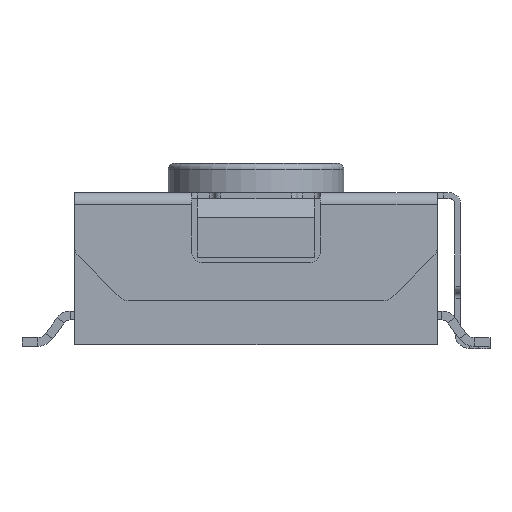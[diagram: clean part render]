
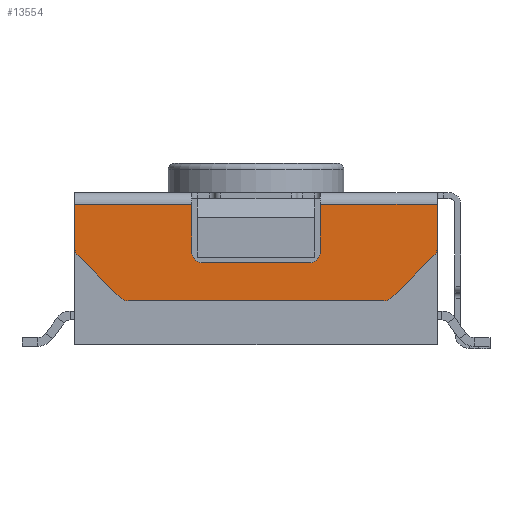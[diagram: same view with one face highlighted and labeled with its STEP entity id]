
A CAD part, front view. The second image highlights one B-rep face of the part: STEP entity #13554.
In plain terms, the highlighted planar face has unit normal (0, -1, 0).
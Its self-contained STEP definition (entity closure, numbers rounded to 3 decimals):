
#23 = EDGE_CURVE ( 'NONE', #3601, #21257, #14402, .T. ) ;
#126 = DIRECTION ( 'NONE',  ( -1., 0., 0. ) ) ;
#443 = ORIENTED_EDGE ( 'NONE', *, *, #15713, .T. ) ;
#526 = ORIENTED_EDGE ( 'NONE', *, *, #9034, .T. ) ;
#579 = CIRCLE ( 'NONE', #13162, 0.2 ) ;
#826 = CARTESIAN_POINT ( 'NONE',  ( 0.9, -3.25, 1.6 ) ) ;
#907 = CIRCLE ( 'NONE', #19514, 0.2 ) ;
#917 = DIRECTION ( 'NONE',  ( 0., 0., -1. ) ) ;
#1345 = VERTEX_POINT ( 'NONE', #19619 ) ;
#1693 = EDGE_CURVE ( 'NONE', #7297, #8664, #16054, .T. ) ;
#1759 = CARTESIAN_POINT ( 'NONE',  ( -3.041, -3.25, 1.526 ) ) ;
#1837 = CARTESIAN_POINT ( 'NONE',  ( 3.041, -3.25, 1.526 ) ) ;
#1844 = EDGE_CURVE ( 'NONE', #9908, #7297, #16992, .T. ) ;
#1935 = VERTEX_POINT ( 'NONE', #3775 ) ;
#2006 = DIRECTION ( 'NONE',  ( 0., 0., -1. ) ) ;
#2404 = VERTEX_POINT ( 'NONE', #21395 ) ;
#2452 = CARTESIAN_POINT ( 'NONE',  ( 2.324, -3.25, 0.809 ) ) ;
#2498 = VERTEX_POINT ( 'NONE', #13301 ) ;
#2523 = DIRECTION ( 'NONE',  ( 0., -1., 0. ) ) ;
#2880 = CARTESIAN_POINT ( 'NONE',  ( -3.1, -3.25, 2.6 ) ) ;
#3248 = LINE ( 'NONE', #13366, #14401 ) ;
#3350 = LINE ( 'NONE', #8299, #19679 ) ;
#3565 = DIRECTION ( 'NONE',  ( 0.707, 0., -0.707 ) ) ;
#3601 = VERTEX_POINT ( 'NONE', #13156 ) ;
#3664 = VERTEX_POINT ( 'NONE', #16605 ) ;
#3733 = VECTOR ( 'NONE', #14843, 1000. ) ;
#3775 = CARTESIAN_POINT ( 'NONE',  ( 0.9, -3.25, 1.4 ) ) ;
#3906 = ORIENTED_EDGE ( 'NONE', *, *, #13718, .T. ) ;
#3909 = CARTESIAN_POINT ( 'NONE',  ( -2.183, -3.25, 0.75 ) ) ;
#4061 = DIRECTION ( 'NONE',  ( 0.707, 0., 0.707 ) ) ;
#4377 = CIRCLE ( 'NONE', #18627, 0.2 ) ;
#4800 = ORIENTED_EDGE ( 'NONE', *, *, #9457, .F. ) ;
#4809 = ORIENTED_EDGE ( 'NONE', *, *, #21279, .T. ) ;
#4828 = CARTESIAN_POINT ( 'NONE',  ( 0.9, -3.25, 1.4 ) ) ;
#5199 = EDGE_LOOP ( 'NONE', ( #5564, #19089, #18945, #14591, #8381, #526, #4800, #12475, #7796, #3906, #16286, #16185, #12982, #21868, #4809, #443 ) ) ;
#5564 = ORIENTED_EDGE ( 'NONE', *, *, #18816, .F. ) ;
#5611 = CARTESIAN_POINT ( 'NONE',  ( 2.324, -3.25, 0.809 ) ) ;
#5774 = VECTOR ( 'NONE', #126, 1000. ) ;
#5893 = CARTESIAN_POINT ( 'NONE',  ( 1.1, -3.25, 2.6 ) ) ;
#6182 = LINE ( 'NONE', #4828, #3733 ) ;
#6304 = CARTESIAN_POINT ( 'NONE',  ( 1.1, -3.25, 2.4 ) ) ;
#6321 = CIRCLE ( 'NONE', #16693, 0.2 ) ;
#6377 = AXIS2_PLACEMENT_3D ( 'NONE', #10007, #15167, #16722 ) ;
#7155 = VERTEX_POINT ( 'NONE', #14661 ) ;
#7297 = VERTEX_POINT ( 'NONE', #9037 ) ;
#7309 = EDGE_CURVE ( 'NONE', #2404, #21141, #579, .T. ) ;
#7592 = LINE ( 'NONE', #5893, #15080 ) ;
#7796 = ORIENTED_EDGE ( 'NONE', *, *, #21816, .T. ) ;
#8145 = FACE_OUTER_BOUND ( 'NONE', #5199, .T. ) ;
#8261 = VERTEX_POINT ( 'NONE', #6304 ) ;
#8299 = CARTESIAN_POINT ( 'NONE',  ( -1.1, -3.25, 2.6 ) ) ;
#8381 = ORIENTED_EDGE ( 'NONE', *, *, #10587, .T. ) ;
#8510 = EDGE_CURVE ( 'NONE', #8664, #2404, #3248, .T. ) ;
#8641 = CARTESIAN_POINT ( 'NONE',  ( 2.9, -3.25, 1.667 ) ) ;
#8664 = VERTEX_POINT ( 'NONE', #3909 ) ;
#8816 = DIRECTION ( 'NONE',  ( 0., 0., 1. ) ) ;
#9034 = EDGE_CURVE ( 'NONE', #3664, #13765, #4377, .T. ) ;
#9037 = CARTESIAN_POINT ( 'NONE',  ( -2.324, -3.25, 0.809 ) ) ;
#9109 = DIRECTION ( 'NONE',  ( 0., 0., -1. ) ) ;
#9218 = EDGE_CURVE ( 'NONE', #7155, #8261, #13655, .T. ) ;
#9440 = CARTESIAN_POINT ( 'NONE',  ( 3.1, -3.25, 2.6 ) ) ;
#9457 = EDGE_CURVE ( 'NONE', #3601, #13765, #3350, .T. ) ;
#9486 = DIRECTION ( 'NONE',  ( 0., 0., 1. ) ) ;
#9712 = DIRECTION ( 'NONE',  ( 0., 0., -1. ) ) ;
#9908 = VERTEX_POINT ( 'NONE', #14277 ) ;
#10007 = CARTESIAN_POINT ( 'NONE',  ( -2.183, -3.25, 0.95 ) ) ;
#10349 = AXIS2_PLACEMENT_3D ( 'NONE', #11756, #21765, #21640 ) ;
#10587 = EDGE_CURVE ( 'NONE', #1935, #3664, #6182, .T. ) ;
#11393 = DIRECTION ( 'NONE',  ( 0., 0., 1. ) ) ;
#11756 = CARTESIAN_POINT ( 'NONE',  ( 1.1, -3.25, 2.6 ) ) ;
#11960 = EDGE_CURVE ( 'NONE', #2498, #1935, #907, .T. ) ;
#12475 = ORIENTED_EDGE ( 'NONE', *, *, #23, .T. ) ;
#12690 = DIRECTION ( 'NONE',  ( -1., 0., 0. ) ) ;
#12981 = CARTESIAN_POINT ( 'NONE',  ( -1.1, -3.25, 1.6 ) ) ;
#12982 = ORIENTED_EDGE ( 'NONE', *, *, #8510, .T. ) ;
#13156 = CARTESIAN_POINT ( 'NONE',  ( -1.1, -3.25, 2.4 ) ) ;
#13162 = AXIS2_PLACEMENT_3D ( 'NONE', #21284, #2523, #917 ) ;
#13301 = CARTESIAN_POINT ( 'NONE',  ( 1.1, -3.25, 1.6 ) ) ;
#13366 = CARTESIAN_POINT ( 'NONE',  ( -2.183, -3.25, 0.75 ) ) ;
#13419 = CARTESIAN_POINT ( 'NONE',  ( -0.9, -3.25, 1.6 ) ) ;
#13554 = ADVANCED_FACE ( 'NONE', ( #8145 ), #14906, .F. ) ;
#13615 = AXIS2_PLACEMENT_3D ( 'NONE', #8641, #19006, #2006 ) ;
#13655 = LINE ( 'NONE', #20487, #5774 ) ;
#13718 = EDGE_CURVE ( 'NONE', #1345, #9908, #6321, .T. ) ;
#13765 = VERTEX_POINT ( 'NONE', #12981 ) ;
#14189 = LINE ( 'NONE', #5611, #17615 ) ;
#14277 = CARTESIAN_POINT ( 'NONE',  ( -3.041, -3.25, 1.526 ) ) ;
#14401 = VECTOR ( 'NONE', #17010, 1000. ) ;
#14402 = LINE ( 'NONE', #16035, #16263 ) ;
#14591 = ORIENTED_EDGE ( 'NONE', *, *, #11960, .T. ) ;
#14638 = CARTESIAN_POINT ( 'NONE',  ( -3.1, -3.25, 2.4 ) ) ;
#14661 = CARTESIAN_POINT ( 'NONE',  ( 3.1, -3.25, 2.4 ) ) ;
#14843 = DIRECTION ( 'NONE',  ( -1., 0., 0. ) ) ;
#14906 = PLANE ( 'NONE',  #10349 ) ;
#15080 = VECTOR ( 'NONE', #21527, 1000. ) ;
#15167 = DIRECTION ( 'NONE',  ( 0., -1., 0. ) ) ;
#15423 = VERTEX_POINT ( 'NONE', #1837 ) ;
#15564 = CARTESIAN_POINT ( 'NONE',  ( 3.1, -3.25, 1.667 ) ) ;
#15713 = EDGE_CURVE ( 'NONE', #15423, #16584, #21041, .T. ) ;
#16035 = CARTESIAN_POINT ( 'NONE',  ( -3.1, -3.25, 2.4 ) ) ;
#16054 = CIRCLE ( 'NONE', #6377, 0.2 ) ;
#16185 = ORIENTED_EDGE ( 'NONE', *, *, #1693, .T. ) ;
#16263 = VECTOR ( 'NONE', #12690, 1000. ) ;
#16286 = ORIENTED_EDGE ( 'NONE', *, *, #1844, .T. ) ;
#16411 = VECTOR ( 'NONE', #3565, 1000. ) ;
#16584 = VERTEX_POINT ( 'NONE', #15564 ) ;
#16605 = CARTESIAN_POINT ( 'NONE',  ( -0.9, -3.25, 1.4 ) ) ;
#16617 = EDGE_CURVE ( 'NONE', #8261, #2498, #7592, .T. ) ;
#16649 = LINE ( 'NONE', #2880, #18641 ) ;
#16693 = AXIS2_PLACEMENT_3D ( 'NONE', #20842, #17538, #8816 ) ;
#16722 = DIRECTION ( 'NONE',  ( 0., 0., -1. ) ) ;
#16992 = LINE ( 'NONE', #1759, #16411 ) ;
#17010 = DIRECTION ( 'NONE',  ( 1., 0., 0. ) ) ;
#17397 = VECTOR ( 'NONE', #9109, 1000. ) ;
#17538 = DIRECTION ( 'NONE',  ( 0., -1., 0. ) ) ;
#17615 = VECTOR ( 'NONE', #4061, 1000. ) ;
#18627 = AXIS2_PLACEMENT_3D ( 'NONE', #13419, #20164, #11393 ) ;
#18641 = VECTOR ( 'NONE', #9712, 1000. ) ;
#18816 = EDGE_CURVE ( 'NONE', #7155, #16584, #19586, .T. ) ;
#18945 = ORIENTED_EDGE ( 'NONE', *, *, #16617, .T. ) ;
#19006 = DIRECTION ( 'NONE',  ( 0., -1., 0. ) ) ;
#19089 = ORIENTED_EDGE ( 'NONE', *, *, #9218, .T. ) ;
#19514 = AXIS2_PLACEMENT_3D ( 'NONE', #826, #21754, #9486 ) ;
#19586 = LINE ( 'NONE', #9440, #17397 ) ;
#19619 = CARTESIAN_POINT ( 'NONE',  ( -3.1, -3.25, 1.667 ) ) ;
#19679 = VECTOR ( 'NONE', #22012, 1000. ) ;
#20164 = DIRECTION ( 'NONE',  ( 0., 1., 0. ) ) ;
#20487 = CARTESIAN_POINT ( 'NONE',  ( 1.1, -3.25, 2.4 ) ) ;
#20842 = CARTESIAN_POINT ( 'NONE',  ( -2.9, -3.25, 1.667 ) ) ;
#21041 = CIRCLE ( 'NONE', #13615, 0.2 ) ;
#21141 = VERTEX_POINT ( 'NONE', #2452 ) ;
#21257 = VERTEX_POINT ( 'NONE', #14638 ) ;
#21279 = EDGE_CURVE ( 'NONE', #21141, #15423, #14189, .T. ) ;
#21284 = CARTESIAN_POINT ( 'NONE',  ( 2.183, -3.25, 0.95 ) ) ;
#21395 = CARTESIAN_POINT ( 'NONE',  ( 2.183, -3.25, 0.75 ) ) ;
#21527 = DIRECTION ( 'NONE',  ( 0., 0., -1. ) ) ;
#21640 = DIRECTION ( 'NONE',  ( 0., 0., 1. ) ) ;
#21754 = DIRECTION ( 'NONE',  ( 0., 1., 0. ) ) ;
#21765 = DIRECTION ( 'NONE',  ( 0., 1., 0. ) ) ;
#21816 = EDGE_CURVE ( 'NONE', #21257, #1345, #16649, .T. ) ;
#21868 = ORIENTED_EDGE ( 'NONE', *, *, #7309, .T. ) ;
#22012 = DIRECTION ( 'NONE',  ( 0., 0., -1. ) ) ;
